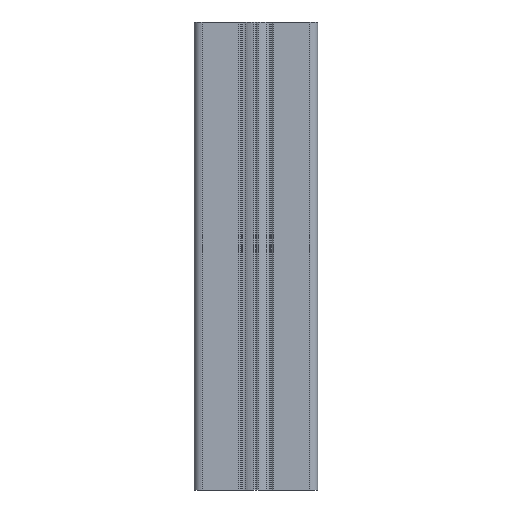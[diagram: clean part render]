
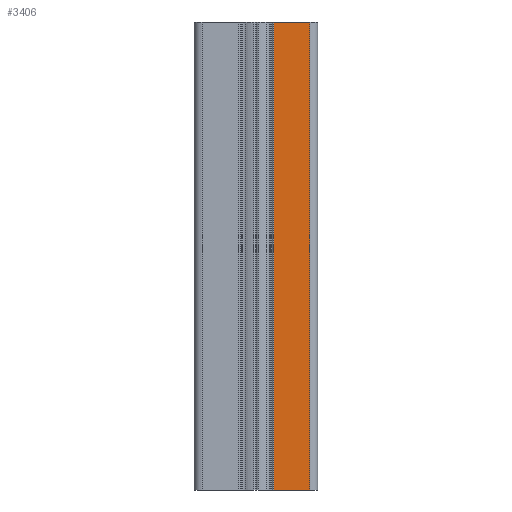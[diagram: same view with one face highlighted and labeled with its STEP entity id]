
A CAD part, front view. The second image highlights one B-rep face of the part: STEP entity #3406.
In plain terms, the highlighted planar face has unit normal (0, -1, 0).
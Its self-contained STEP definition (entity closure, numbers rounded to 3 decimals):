
#338 = DIRECTION ( 'NONE',  ( 1., 0., 0. ) ) ;
#473 = DIRECTION ( 'NONE',  ( 1., 0., 0. ) ) ;
#536 = CARTESIAN_POINT ( 'NONE',  ( 19.5, -22.5, 0. ) ) ;
#746 = VERTEX_POINT ( 'NONE', #821 ) ;
#821 = CARTESIAN_POINT ( 'NONE',  ( 6.376, -22.5, 0. ) ) ;
#871 = CARTESIAN_POINT ( 'NONE',  ( 19.5, -22.5, -170. ) ) ;
#921 = CARTESIAN_POINT ( 'NONE',  ( 19.5, -22.5, 0. ) ) ;
#1280 = EDGE_CURVE ( 'NONE', #1937, #1578, #2324, .T. ) ;
#1469 = EDGE_CURVE ( 'NONE', #4332, #1937, #5304, .T. ) ;
#1578 = VERTEX_POINT ( 'NONE', #921 ) ;
#1682 = EDGE_LOOP ( 'NONE', ( #1992, #6714, #2366, #7383 ) ) ;
#1704 = PLANE ( 'NONE',  #2052 ) ;
#1750 = FACE_OUTER_BOUND ( 'NONE', #1682, .T. ) ;
#1871 = LINE ( 'NONE', #1952, #2497 ) ;
#1937 = VERTEX_POINT ( 'NONE', #3982 ) ;
#1952 = CARTESIAN_POINT ( 'NONE',  ( 6.376, -22.5, -170. ) ) ;
#1992 = ORIENTED_EDGE ( 'NONE', *, *, #4790, .F. ) ;
#2052 = AXIS2_PLACEMENT_3D ( 'NONE', #6454, #5869, #338 ) ;
#2164 = VECTOR ( 'NONE', #473, 1000. ) ;
#2324 = LINE ( 'NONE', #5022, #7627 ) ;
#2366 = ORIENTED_EDGE ( 'NONE', *, *, #1469, .T. ) ;
#2497 = VECTOR ( 'NONE', #6763, 1000. ) ;
#2861 = DIRECTION ( 'NONE',  ( 1., 0., 0. ) ) ;
#3406 = ADVANCED_FACE ( 'NONE', ( #1750 ), #1704, .T. ) ;
#3982 = CARTESIAN_POINT ( 'NONE',  ( 19.5, -22.5, -170. ) ) ;
#4250 = DIRECTION ( 'NONE',  ( 0., 0., 1. ) ) ;
#4332 = VERTEX_POINT ( 'NONE', #6184 ) ;
#4790 = EDGE_CURVE ( 'NONE', #746, #1578, #7052, .T. ) ;
#5022 = CARTESIAN_POINT ( 'NONE',  ( 19.5, -22.5, -170. ) ) ;
#5304 = LINE ( 'NONE', #871, #8692 ) ;
#5869 = DIRECTION ( 'NONE',  ( 0., -1., 0. ) ) ;
#6184 = CARTESIAN_POINT ( 'NONE',  ( 6.376, -22.5, -170. ) ) ;
#6454 = CARTESIAN_POINT ( 'NONE',  ( 19.5, -22.5, -170. ) ) ;
#6714 = ORIENTED_EDGE ( 'NONE', *, *, #8716, .F. ) ;
#6763 = DIRECTION ( 'NONE',  ( 0., 0., 1. ) ) ;
#7052 = LINE ( 'NONE', #536, #2164 ) ;
#7383 = ORIENTED_EDGE ( 'NONE', *, *, #1280, .T. ) ;
#7627 = VECTOR ( 'NONE', #4250, 1000. ) ;
#8692 = VECTOR ( 'NONE', #2861, 1000. ) ;
#8716 = EDGE_CURVE ( 'NONE', #4332, #746, #1871, .T. ) ;
